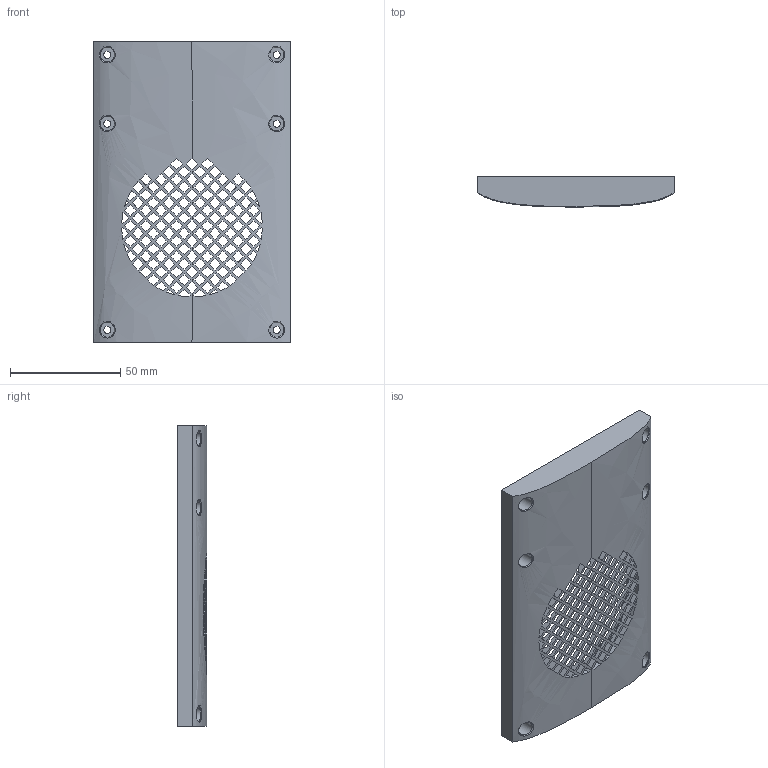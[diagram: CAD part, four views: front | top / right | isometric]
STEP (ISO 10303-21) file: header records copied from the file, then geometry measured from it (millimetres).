
FILE_DESCRIPTION(/* description */ (''),/* implementation_level */ '2;1');
FILE_NAME(/* name */ 'Speaker Plate GRS 3FR3 and Visaton FRS8-4 3.3in.step',/* time_stamp */ '2025-05-26T17:29:56+01:00',/* author */ (''),/* organization */ (''),/* preprocessor_version */ 'ST-DEVELOPER v20.1',/* originating_system */ 'Autodesk Translation Framework v14.10.0.0',/* authorisation */ '');
FILE_SCHEMA (('AUTOMOTIVE_DESIGN { 1 0 10303 214 3 1 1 }'));
Length unit declared in the file: millimetre
Products named in the file (1): Speaker Plate GRS 3FR3 and Visaton FRS8-4 3.3in
Bounding box: 89.2 x 13.5 x 136.6 mm (x, y, z)
Volume: 100606.1 mm3; surface area: 33112 mm2
Topology: 1 solids, 1 shells, 690 faces, 2147 edges, 1418 vertices
Faces by surface type: plane 595, bspline 48, cylinder 47
Full cylindrical faces by diameter (mm): 75.8 x1
Entity records: 28366 total; most frequent: CARTESIAN_POINT 11513, ORIENTED_EDGE 4294, EDGE_CURVE 2147, DIRECTION 2137, VERTEX_POINT 1418, B_SPLINE_CURVE_WITH_KNOTS 1330, EDGE_LOOP 935, LINE 759
